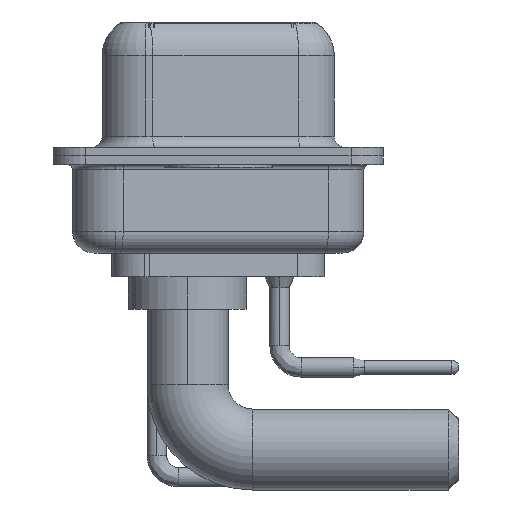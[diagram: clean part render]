
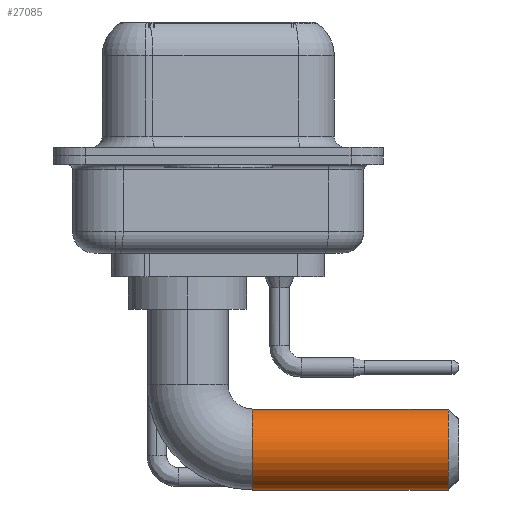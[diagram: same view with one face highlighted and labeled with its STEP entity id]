
A CAD part, left-side view. The second image highlights one B-rep face of the part: STEP entity #27085.
In plain terms, the highlighted cylindrical face has radius 1.875 mm (diameter 3.75 mm), a partial arc.
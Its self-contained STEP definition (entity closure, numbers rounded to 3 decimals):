
#277 = CARTESIAN_POINT ( 'NONE',  ( 0., -12.07, -4.625 ) ) ;
#1044 = CIRCLE ( 'NONE', #25984, 1.875 ) ;
#2253 = CARTESIAN_POINT ( 'NONE',  ( 0., -3., -6.5 ) ) ;
#4068 = CARTESIAN_POINT ( 'NONE',  ( 0., -3., -4.625 ) ) ;
#4942 = EDGE_LOOP ( 'NONE', ( #9099, #22799, #5349, #24732 ) ) ;
#5349 = ORIENTED_EDGE ( 'NONE', *, *, #15360, .T. ) ;
#6014 = LINE ( 'NONE', #4068, #22132 ) ;
#7730 = CARTESIAN_POINT ( 'NONE',  ( 0., -12.07, -6.5 ) ) ;
#7775 = CYLINDRICAL_SURFACE ( 'NONE', #10957, 1.875 ) ;
#8406 = VERTEX_POINT ( 'NONE', #10359 ) ;
#9099 = ORIENTED_EDGE ( 'NONE', *, *, #19972, .F. ) ;
#9494 = VERTEX_POINT ( 'NONE', #13196 ) ;
#10066 = FACE_OUTER_BOUND ( 'NONE', #4942, .T. ) ;
#10275 = DIRECTION ( 'NONE',  ( 0., -1., 0. ) ) ;
#10359 = CARTESIAN_POINT ( 'NONE',  ( 0., -12.07, -8.375 ) ) ;
#10957 = AXIS2_PLACEMENT_3D ( 'NONE', #2253, #30059, #17404 ) ;
#12724 = LINE ( 'NONE', #13034, #23083 ) ;
#13034 = CARTESIAN_POINT ( 'NONE',  ( 0., -3., -8.375 ) ) ;
#13196 = CARTESIAN_POINT ( 'NONE',  ( 0., -3., -4.625 ) ) ;
#13813 = VERTEX_POINT ( 'NONE', #277 ) ;
#13861 = VERTEX_POINT ( 'NONE', #23205 ) ;
#14643 = EDGE_CURVE ( 'NONE', #9494, #13861, #16284, .T. ) ;
#15360 = EDGE_CURVE ( 'NONE', #13861, #8406, #12724, .T. ) ;
#16284 = CIRCLE ( 'NONE', #25125, 1.875 ) ;
#17404 = DIRECTION ( 'NONE',  ( 0., 0., -1. ) ) ;
#19094 = DIRECTION ( 'NONE',  ( -1., 0., 0. ) ) ;
#19972 = EDGE_CURVE ( 'NONE', #9494, #13813, #6014, .T. ) ;
#21537 = CARTESIAN_POINT ( 'NONE',  ( 0., -3., -6.5 ) ) ;
#22132 = VECTOR ( 'NONE', #26517, 1000. ) ;
#22799 = ORIENTED_EDGE ( 'NONE', *, *, #14643, .T. ) ;
#23083 = VECTOR ( 'NONE', #10275, 1000. ) ;
#23205 = CARTESIAN_POINT ( 'NONE',  ( 0., -3., -8.375 ) ) ;
#24732 = ORIENTED_EDGE ( 'NONE', *, *, #29583, .T. ) ;
#25125 = AXIS2_PLACEMENT_3D ( 'NONE', #21537, #31454, #19094 ) ;
#25984 = AXIS2_PLACEMENT_3D ( 'NONE', #7730, #28213, #31306 ) ;
#26517 = DIRECTION ( 'NONE',  ( 0., -1., 0. ) ) ;
#27085 = ADVANCED_FACE ( 'NONE', ( #10066 ), #7775, .T. ) ;
#28213 = DIRECTION ( 'NONE',  ( 0., 1., 0. ) ) ;
#29583 = EDGE_CURVE ( 'NONE', #8406, #13813, #1044, .T. ) ;
#30059 = DIRECTION ( 'NONE',  ( 0., -1., 0. ) ) ;
#31306 = DIRECTION ( 'NONE',  ( 0., 0., -1. ) ) ;
#31454 = DIRECTION ( 'NONE',  ( 0., -1., 0. ) ) ;
